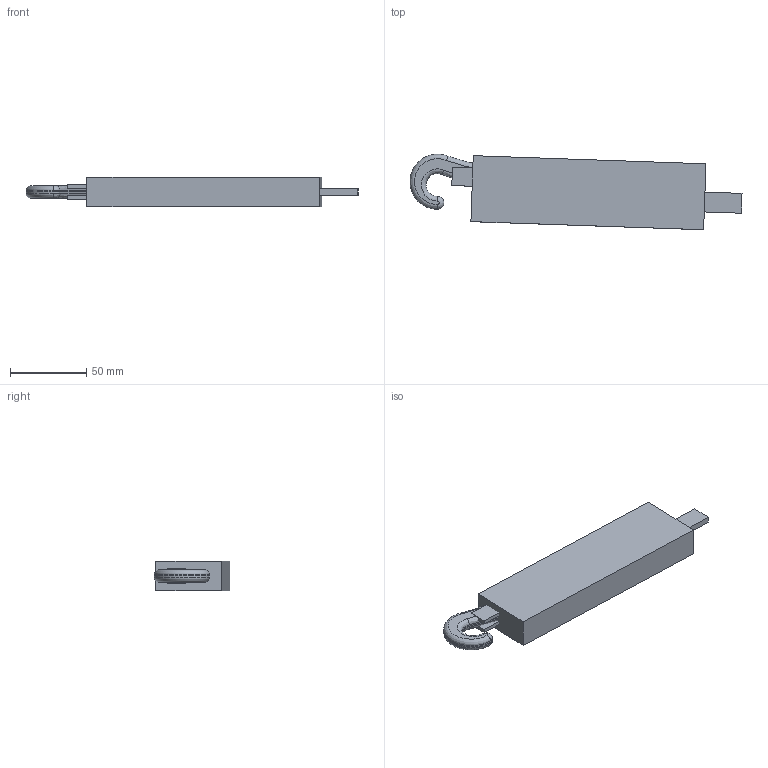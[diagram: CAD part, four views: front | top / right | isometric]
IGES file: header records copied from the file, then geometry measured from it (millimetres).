
Global section: file name: Feather Straight Razor_v59; native system: unknown; preprocessor: unknown; author: unknown; organization: unknown; date: 20200923.175646; units: millimetre
Bounding box: 217.3 x 49.45 x 19.05 mm (x, y, z)
Volume: 159643.4 mm3; surface area: 46050.1 mm2
Topology: 10 solids, 10 shells, 405 faces, 1038 edges, 649 vertices
Faces by surface type: bspline 405
